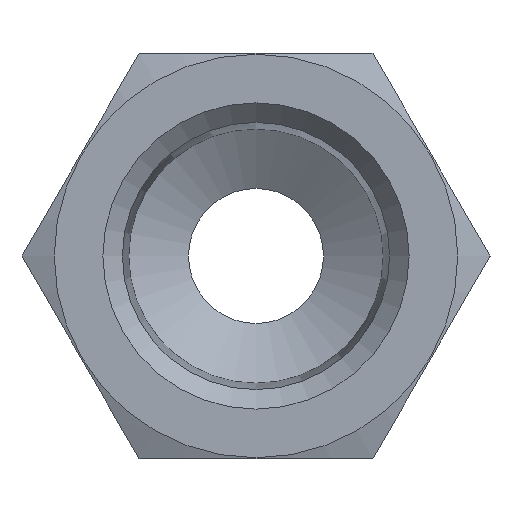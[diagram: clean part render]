
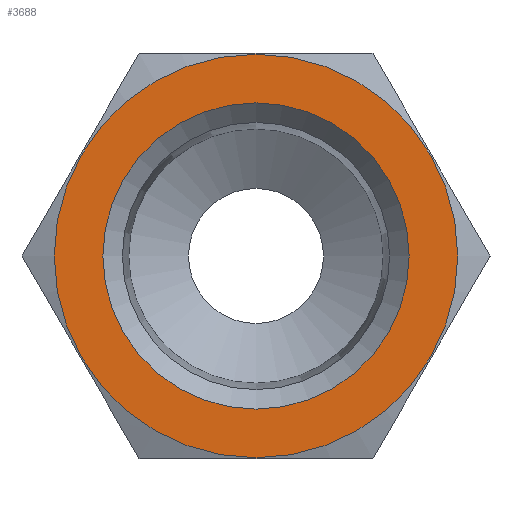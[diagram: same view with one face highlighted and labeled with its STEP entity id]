
A CAD part, left-side view. The second image highlights one B-rep face of the part: STEP entity #3688.
In plain terms, the highlighted planar face has unit normal (-1, 0, 0).
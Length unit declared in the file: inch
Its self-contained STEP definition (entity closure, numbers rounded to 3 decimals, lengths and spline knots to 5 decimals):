
#3226=CARTESIAN_POINT('',(0.0,0.,0.425));
#3227=VERTEX_POINT('',#3226);
#3228=CARTESIAN_POINT('',(0.0,0.,0.0));
#3229=DIRECTION('',(1.0,0.0,0.0));
#3230=DIRECTION('',(0.0,0.0,-1.0));
#3231=AXIS2_PLACEMENT_3D('',#3228,#3229,#3230);
#3232=CIRCLE('',#3231,0.425);
#3233=EDGE_CURVE('',#3227,#3227,#3232,.T.);
#3564=CARTESIAN_POINT('',(0.0,0.56,0.0));
#3565=VERTEX_POINT('',#3564);
#3566=CARTESIAN_POINT('',(0.0,0.0,0.0));
#3567=DIRECTION('',(-1.0,0.0,0.0));
#3568=DIRECTION('',(0.0,1.0,0.0));
#3569=AXIS2_PLACEMENT_3D('',#3566,#3567,#3568);
#3570=CIRCLE('',#3569,0.56);
#3571=EDGE_CURVE('',#3565,#3565,#3570,.T.);
#3677=CARTESIAN_POINT('',(0.0,0.,0.));
#3678=DIRECTION('',(1.0,0.0,0.0));
#3679=DIRECTION('',(0.0,0.0,-1.0));
#3680=AXIS2_PLACEMENT_3D('',#3677,#3678,#3679);
#3681=PLANE('',#3680);
#3682=ORIENTED_EDGE('',*,*,#3571,.T.);
#3683=EDGE_LOOP('',(#3682));
#3684=FACE_OUTER_BOUND('',#3683,.T.);
#3685=ORIENTED_EDGE('',*,*,#3233,.T.);
#3686=EDGE_LOOP('',(#3685));
#3687=FACE_BOUND('',#3686,.T.);
#3688=ADVANCED_FACE('',(#3684,#3687),#3681,.F.);
